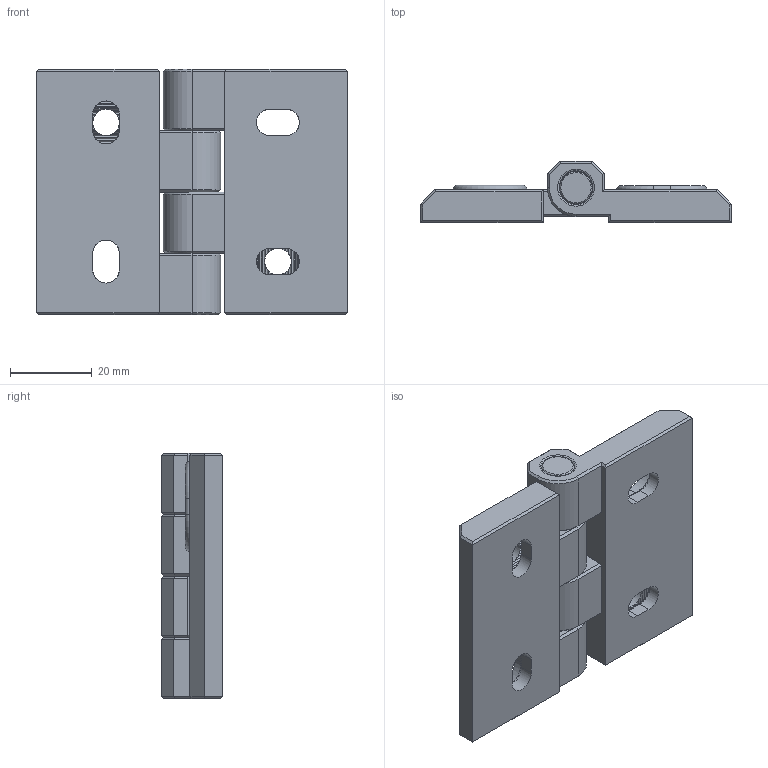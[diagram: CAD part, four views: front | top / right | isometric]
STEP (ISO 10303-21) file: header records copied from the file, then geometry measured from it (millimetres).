
FILE_DESCRIPTION (( 'STEP AP214' ), '1' );
FILE_NAME ('095014.STEP', '2014-08-14T12:38:53', ( '' ), ( '' ), 'SwSTEP 2.0', 'SolidWorks 2014', '' );
FILE_SCHEMA (( 'AUTOMOTIVE_DESIGN' ));
Length unit declared in the file: millimetre
Products named in the file (5): scheibe-9-6; 095014-Q; 095014-a; 095014-L; 095014
Assembly tree (5 placements, depth 2):
  095014
    095014-L
    095014-a
    095014-Q
    scheibe-9-6  x2
Bounding box: 76 x 15 x 60 mm (x, y, z)
Volume: 35543.5 mm3; surface area: 18748.5 mm2
Topology: 5 solids, 5 shells, 678 faces, 1870 edges, 1206 vertices
Faces by surface type: plane 588, cylinder 50, cone 34, torus 6
Entity records: 23747 total; most frequent: CARTESIAN_POINT 4946, ORIENTED_EDGE 3336, DIRECTION 2463, EDGE_CURVE 1668, VERTEX_POINT 1074, LINE 1041, VECTOR 1041, AXIS2_PLACEMENT_3D 711
